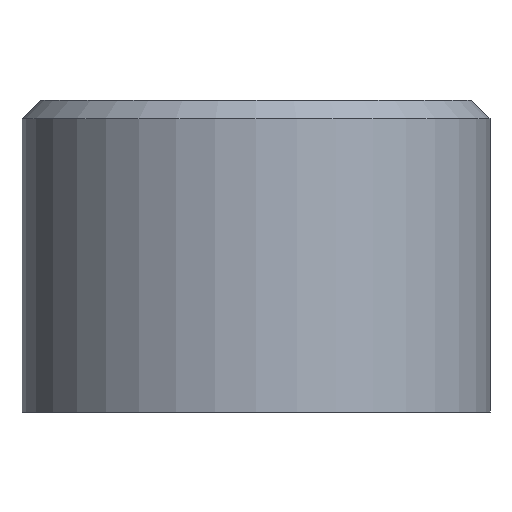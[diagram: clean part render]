
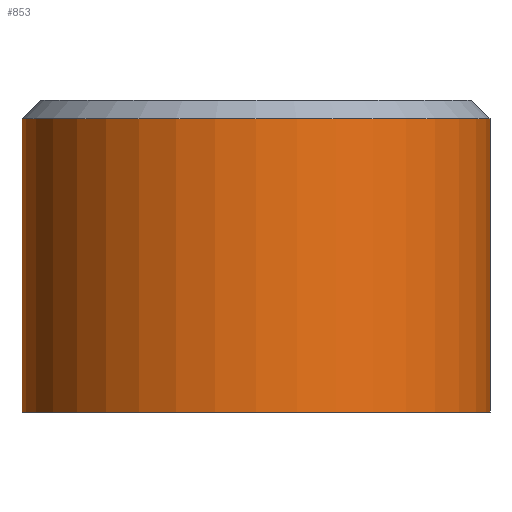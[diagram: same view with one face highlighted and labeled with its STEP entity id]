
A CAD part, front view. The second image highlights one B-rep face of the part: STEP entity #853.
In plain terms, the highlighted cylindrical face has radius 3.75 mm (diameter 7.5 mm), a partial arc.
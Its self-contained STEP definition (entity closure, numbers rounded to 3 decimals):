
#24 = CARTESIAN_POINT ( 'NONE',  ( 0., 0., 4.7 ) ) ;
#33 = DIRECTION ( 'NONE',  ( 0., 0., -1. ) ) ;
#39 = ORIENTED_EDGE ( 'NONE', *, *, #377, .F. ) ;
#64 = CARTESIAN_POINT ( 'NONE',  ( -3.75, 0., 4.7 ) ) ;
#132 = VECTOR ( 'NONE', #359, 1000. ) ;
#142 = EDGE_CURVE ( 'NONE', #620, #417, #592, .T. ) ;
#155 = CIRCLE ( 'NONE', #448, 3.75 ) ;
#160 = ORIENTED_EDGE ( 'NONE', *, *, #644, .T. ) ;
#183 = DIRECTION ( 'NONE',  ( 0., 0., -1. ) ) ;
#219 = EDGE_CURVE ( 'NONE', #417, #757, #279, .T. ) ;
#260 = CARTESIAN_POINT ( 'NONE',  ( 0., 0., 1. ) ) ;
#279 = LINE ( 'NONE', #492, #548 ) ;
#299 = EDGE_LOOP ( 'NONE', ( #39, #328, #810, #160 ) ) ;
#328 = ORIENTED_EDGE ( 'NONE', *, *, #142, .T. ) ;
#334 = AXIS2_PLACEMENT_3D ( 'NONE', #24, #183, #816 ) ;
#359 = DIRECTION ( 'NONE',  ( 0., 0., -1. ) ) ;
#377 = EDGE_CURVE ( 'NONE', #620, #489, #617, .T. ) ;
#417 = VERTEX_POINT ( 'NONE', #64 ) ;
#448 = AXIS2_PLACEMENT_3D ( 'NONE', #876, #725, #806 ) ;
#480 = CARTESIAN_POINT ( 'NONE',  ( -3.75, 0., 0. ) ) ;
#483 = AXIS2_PLACEMENT_3D ( 'NONE', #260, #33, #970 ) ;
#489 = VERTEX_POINT ( 'NONE', #763 ) ;
#492 = CARTESIAN_POINT ( 'NONE',  ( -3.75, 0., 1. ) ) ;
#548 = VECTOR ( 'NONE', #746, 1000. ) ;
#588 = FACE_OUTER_BOUND ( 'NONE', #299, .T. ) ;
#592 = CIRCLE ( 'NONE', #334, 3.75 ) ;
#617 = LINE ( 'NONE', #778, #132 ) ;
#620 = VERTEX_POINT ( 'NONE', #786 ) ;
#644 = EDGE_CURVE ( 'NONE', #757, #489, #155, .T. ) ;
#725 = DIRECTION ( 'NONE',  ( 0., 0., 1. ) ) ;
#746 = DIRECTION ( 'NONE',  ( 0., 0., -1. ) ) ;
#757 = VERTEX_POINT ( 'NONE', #480 ) ;
#763 = CARTESIAN_POINT ( 'NONE',  ( 3.75, 0., 0. ) ) ;
#778 = CARTESIAN_POINT ( 'NONE',  ( 3.75, 0., 1. ) ) ;
#786 = CARTESIAN_POINT ( 'NONE',  ( 3.75, 0., 4.7 ) ) ;
#806 = DIRECTION ( 'NONE',  ( 1., 0., 0. ) ) ;
#810 = ORIENTED_EDGE ( 'NONE', *, *, #219, .T. ) ;
#816 = DIRECTION ( 'NONE',  ( 1., 0., 0. ) ) ;
#853 = ADVANCED_FACE ( 'NONE', ( #588 ), #971, .T. ) ;
#876 = CARTESIAN_POINT ( 'NONE',  ( 0., 0., 0. ) ) ;
#970 = DIRECTION ( 'NONE',  ( -1., 0., 0. ) ) ;
#971 = CYLINDRICAL_SURFACE ( 'NONE', #483, 3.75 ) ;
